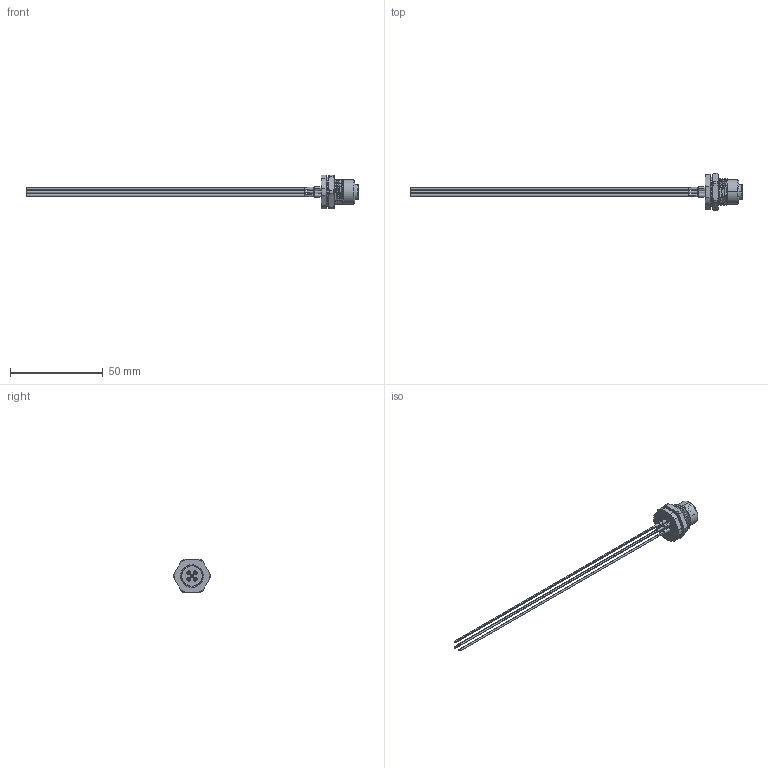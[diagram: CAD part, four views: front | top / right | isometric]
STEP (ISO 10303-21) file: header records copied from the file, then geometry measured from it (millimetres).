
FILE_DESCRIPTION (( 'STEP AP203' ), '1' );
FILE_NAME ('10-05261_revA.STEP', '2023-04-03T23:57:00', ( '' ), ( '' ), 'SwSTEP 2.0', 'SolidWorks 2021', '' );
FILE_SCHEMA (( 'CONFIG_CONTROL_DESIGN' ));
Length unit declared in the file: millimetre
Products named in the file (14): 54-00242-04___; 54-00242-03___; 30-01764_blunt cut; 54-00242; 54-00242-06___; 30-01763_blunt cut; 30-01765_blunt cut; 30-01766_blunt cut; 54-00242-05___; 30-01762_blunt cut; 54-00242-02___; 54-00242-01___; Heat shrink; 10-05261_revA
Assembly tree (21 placements, depth 3):
  10-05261_revA
    54-00242
      54-00242-01___
      54-00242-02___
      54-00242-03___  x5
      54-00242-06___
      54-00242-05___
      54-00242-04___
    30-01762_blunt cut
    Heat shrink  x5
    30-01764_blunt cut
    30-01763_blunt cut
    30-01765_blunt cut
    30-01766_blunt cut
Bounding box: 178.7 x 19.99 x 18 mm (x, y, z)
Volume: 3594.5 mm3; surface area: 23559.7 mm2
Topology: 220 solids, 220 shells, 1929 faces, 4258 edges, 2785 vertices
Faces by surface type: cylinder 1052, plane 602, torus 101, bspline 94, cone 80
Entity records: 59282 total; most frequent: CARTESIAN_POINT 22395, DIRECTION 7912, ORIENTED_EDGE 6636, AXIS2_PLACEMENT_3D 3406, EDGE_CURVE 3318, VERTEX_POINT 2193, EDGE_LOOP 1985, CIRCLE 1878
